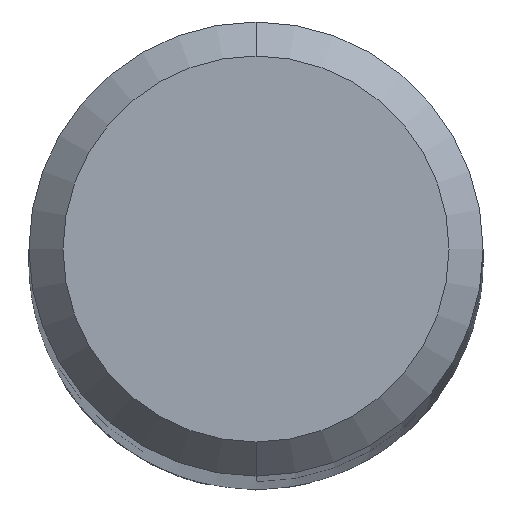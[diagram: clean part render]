
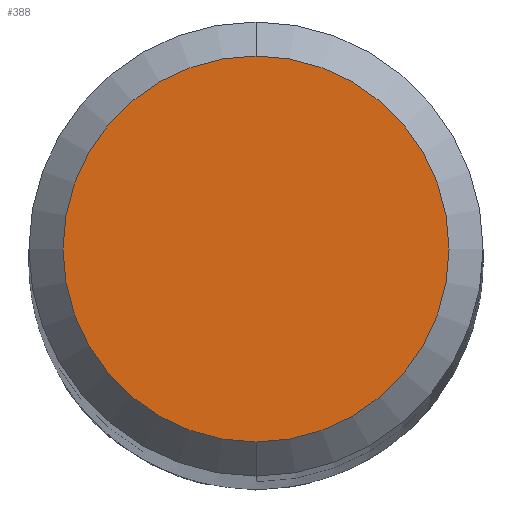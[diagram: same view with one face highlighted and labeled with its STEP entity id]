
A CAD part, top view. The second image highlights one B-rep face of the part: STEP entity #388.
In plain terms, the highlighted planar face has unit normal (0, 0, 1).
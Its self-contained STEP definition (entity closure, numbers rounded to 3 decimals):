
#376=VERTEX_POINT('',#884);
#388=ADVANCED_FACE('',(#897),#898,.T.);
#462=EDGE_CURVE('',#616,#376,#982,.T.);
#616=VERTEX_POINT('',#1148);
#642=EDGE_CURVE('',#376,#616,#1174,.T.);
#884=CARTESIAN_POINT('',(0.,-1.7,0.0));
#897=FACE_OUTER_BOUND('',#1990,.T.);
#898=PLANE('',#1991);
#982=CIRCLE('',#2364,1.7);
#1148=CARTESIAN_POINT('',(0.0,1.7,0.0));
#1174=CIRCLE('',#3446,1.7);
#1990=EDGE_LOOP('',(#4127,#4128));
#1991=AXIS2_PLACEMENT_3D('',#4129,#4130,#4131);
#2364=AXIS2_PLACEMENT_3D('',#4266,#4267,#4268);
#3446=AXIS2_PLACEMENT_3D('',#4455,#4456,#4457);
#4127=ORIENTED_EDGE('',*,*,#462,.F.);
#4128=ORIENTED_EDGE('',*,*,#642,.F.);
#4129=CARTESIAN_POINT('',(0.0,0.85,0.0));
#4130=DIRECTION('',(-0.0,0.0,1.0));
#4131=DIRECTION('',(0.0,-1.0,0.0));
#4266=CARTESIAN_POINT('',(0.0,0.0,0.0));
#4267=DIRECTION('',(0.0,0.0,-1.0));
#4268=DIRECTION('',(0.0,1.0,0.0));
#4455=CARTESIAN_POINT('',(0.0,0.0,0.0));
#4456=DIRECTION('',(0.0,0.0,-1.0));
#4457=DIRECTION('',(0.0,1.0,0.0));
